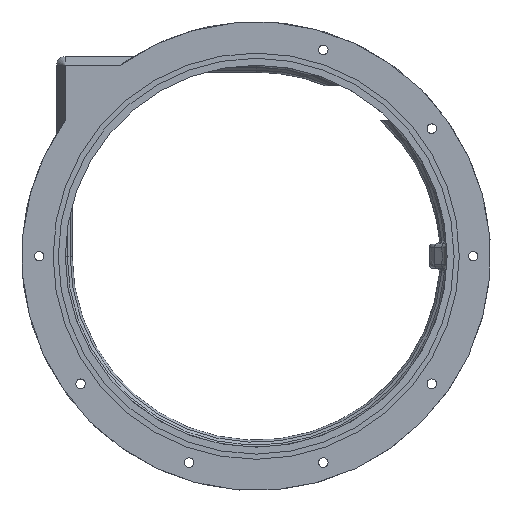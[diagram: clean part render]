
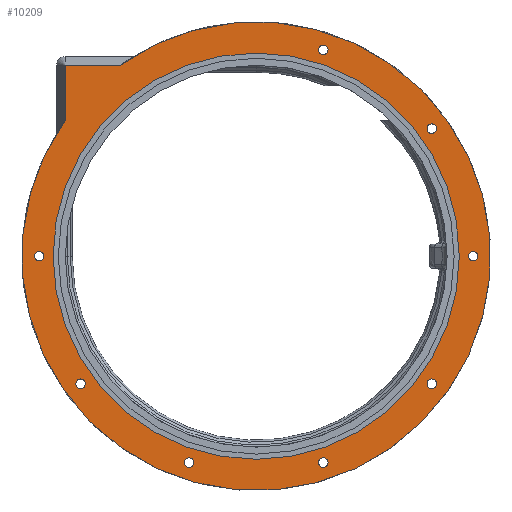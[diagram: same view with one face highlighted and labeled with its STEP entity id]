
A CAD part, front view. The second image highlights one B-rep face of the part: STEP entity #10209.
In plain terms, the highlighted planar face has unit normal (0, -1, 0).
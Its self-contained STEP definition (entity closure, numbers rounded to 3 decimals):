
#145=CIRCLE('',#10704,117.);
#146=CIRCLE('',#10706,135.);
#147=CIRCLE('',#10707,2.75);
#148=CIRCLE('',#10708,2.75);
#149=CIRCLE('',#10709,2.75);
#150=CIRCLE('',#10710,2.75);
#151=CIRCLE('',#10711,2.75);
#152=CIRCLE('',#10712,2.75);
#153=CIRCLE('',#10713,2.75);
#154=CIRCLE('',#10714,2.75);
#248=FACE_BOUND('',#1585,.T.);
#249=FACE_BOUND('',#1586,.T.);
#250=FACE_BOUND('',#1587,.T.);
#251=FACE_BOUND('',#1588,.T.);
#252=FACE_BOUND('',#1589,.T.);
#253=FACE_BOUND('',#1590,.T.);
#254=FACE_BOUND('',#1591,.T.);
#255=FACE_BOUND('',#1592,.T.);
#256=FACE_BOUND('',#1593,.T.);
#990=FACE_OUTER_BOUND('',#1584,.T.);
#1584=EDGE_LOOP('',(#9298,#9299,#9300));
#1585=EDGE_LOOP('',(#9301));
#1586=EDGE_LOOP('',(#9302));
#1587=EDGE_LOOP('',(#9303));
#1588=EDGE_LOOP('',(#9304));
#1589=EDGE_LOOP('',(#9305));
#1590=EDGE_LOOP('',(#9306));
#1591=EDGE_LOOP('',(#9307));
#1592=EDGE_LOOP('',(#9308));
#1593=EDGE_LOOP('',(#9309));
#2447=LINE('',#17665,#3420);
#2451=LINE('',#17673,#3424);
#3420=VECTOR('',#12096,10.);
#3424=VECTOR('',#12104,10.);
#4722=VERTEX_POINT('',#17662);
#4723=VERTEX_POINT('',#17664);
#4725=VERTEX_POINT('',#17670);
#4898=VERTEX_POINT('',#19326);
#4899=VERTEX_POINT('',#19331);
#4900=VERTEX_POINT('',#19333);
#4901=VERTEX_POINT('',#19335);
#4902=VERTEX_POINT('',#19337);
#4903=VERTEX_POINT('',#19339);
#4904=VERTEX_POINT('',#19341);
#4905=VERTEX_POINT('',#19343);
#4906=VERTEX_POINT('',#19345);
#6076=EDGE_CURVE('',#4722,#4723,#2447,.T.);
#6081=EDGE_CURVE('',#4723,#4725,#2451,.T.);
#6371=EDGE_CURVE('',#4898,#4898,#145,.T.);
#6372=EDGE_CURVE('',#4725,#4722,#146,.T.);
#6373=EDGE_CURVE('',#4899,#4899,#147,.T.);
#6374=EDGE_CURVE('',#4900,#4900,#148,.T.);
#6375=EDGE_CURVE('',#4901,#4901,#149,.T.);
#6376=EDGE_CURVE('',#4902,#4902,#150,.T.);
#6377=EDGE_CURVE('',#4903,#4903,#151,.T.);
#6378=EDGE_CURVE('',#4904,#4904,#152,.T.);
#6379=EDGE_CURVE('',#4905,#4905,#153,.T.);
#6380=EDGE_CURVE('',#4906,#4906,#154,.T.);
#9298=ORIENTED_EDGE('',*,*,#6372,.F.);
#9299=ORIENTED_EDGE('',*,*,#6081,.F.);
#9300=ORIENTED_EDGE('',*,*,#6076,.F.);
#9301=ORIENTED_EDGE('',*,*,#6373,.T.);
#9302=ORIENTED_EDGE('',*,*,#6374,.T.);
#9303=ORIENTED_EDGE('',*,*,#6375,.T.);
#9304=ORIENTED_EDGE('',*,*,#6376,.T.);
#9305=ORIENTED_EDGE('',*,*,#6377,.T.);
#9306=ORIENTED_EDGE('',*,*,#6378,.T.);
#9307=ORIENTED_EDGE('',*,*,#6379,.T.);
#9308=ORIENTED_EDGE('',*,*,#6380,.T.);
#9309=ORIENTED_EDGE('',*,*,#6371,.T.);
#9666=PLANE('',#10705);
#10209=ADVANCED_FACE('',(#990,#248,#249,#250,#251,#252,#253,#254,#255,#256),
#9666,.F.);
#10704=AXIS2_PLACEMENT_3D('',#19328,#12621,#12622);
#10705=AXIS2_PLACEMENT_3D('',#19329,#12623,#12624);
#10706=AXIS2_PLACEMENT_3D('',#19330,#12625,#12626);
#10707=AXIS2_PLACEMENT_3D('',#19332,#12627,#12628);
#10708=AXIS2_PLACEMENT_3D('',#19334,#12629,#12630);
#10709=AXIS2_PLACEMENT_3D('',#19336,#12631,#12632);
#10710=AXIS2_PLACEMENT_3D('',#19338,#12633,#12634);
#10711=AXIS2_PLACEMENT_3D('',#19340,#12635,#12636);
#10712=AXIS2_PLACEMENT_3D('',#19342,#12637,#12638);
#10713=AXIS2_PLACEMENT_3D('',#19344,#12639,#12640);
#10714=AXIS2_PLACEMENT_3D('',#19346,#12641,#12642);
#12096=DIRECTION('',(0.,0.,1.));
#12104=DIRECTION('',(1.,0.,0.));
#12621=DIRECTION('center_axis',(0.,1.,0.));
#12622=DIRECTION('ref_axis',(0.,0.,1.));
#12623=DIRECTION('center_axis',(0.,1.,0.));
#12624=DIRECTION('ref_axis',(0.,0.,1.));
#12625=DIRECTION('center_axis',(0.,1.,0.));
#12626=DIRECTION('ref_axis',(-1.,0.,0.));
#12627=DIRECTION('center_axis',(0.,1.,0.));
#12628=DIRECTION('ref_axis',(0.809,0.,0.588));
#12629=DIRECTION('center_axis',(0.,1.,0.));
#12630=DIRECTION('ref_axis',(0.309,0.,0.951));
#12631=DIRECTION('center_axis',(0.,1.,0.));
#12632=DIRECTION('ref_axis',(-0.309,0.,0.951));
#12633=DIRECTION('center_axis',(0.,1.,0.));
#12634=DIRECTION('ref_axis',(-0.809,0.,0.588));
#12635=DIRECTION('center_axis',(0.,1.,0.));
#12636=DIRECTION('ref_axis',(-1.,0.,0.));
#12637=DIRECTION('center_axis',(0.,1.,0.));
#12638=DIRECTION('ref_axis',(-0.809,0.,-0.588));
#12639=DIRECTION('center_axis',(0.,1.,0.));
#12640=DIRECTION('ref_axis',(-0.309,0.,-0.951));
#12641=DIRECTION('center_axis',(0.,1.,0.));
#12642=DIRECTION('ref_axis',(1.,0.,0.));
#17662=CARTESIAN_POINT('',(-110.,0.,78.262));
#17664=CARTESIAN_POINT('',(-110.,0.,110.));
#17665=CARTESIAN_POINT('',(-110.,0.,0.));
#17670=CARTESIAN_POINT('',(-78.262,0.,110.));
#17673=CARTESIAN_POINT('',(-57.5,0.,110.));
#19326=CARTESIAN_POINT('',(0.,0.,-117.));
#19328=CARTESIAN_POINT('Origin',(0.,0.,0.));
#19329=CARTESIAN_POINT('Origin',(0.,0.,0.));
#19330=CARTESIAN_POINT('Origin',(0.,0.,0.));
#19331=CARTESIAN_POINT('',(-103.352,0.,-75.09));
#19332=CARTESIAN_POINT('Origin',(-101.127,0.,-73.473));
#19333=CARTESIAN_POINT('',(-39.477,0.,-121.497));
#19334=CARTESIAN_POINT('Origin',(-38.627,0.,-118.882));
#19335=CARTESIAN_POINT('',(39.477,0.,-121.497));
#19336=CARTESIAN_POINT('Origin',(38.627,0.,-118.882));
#19337=CARTESIAN_POINT('',(103.352,0.,-75.09));
#19338=CARTESIAN_POINT('Origin',(101.127,0.,-73.473));
#19339=CARTESIAN_POINT('',(127.75,0.,0.));
#19340=CARTESIAN_POINT('Origin',(125.,0.,0.));
#19341=CARTESIAN_POINT('',(103.352,0.,75.09));
#19342=CARTESIAN_POINT('Origin',(101.127,0.,73.473));
#19343=CARTESIAN_POINT('',(39.477,0.,121.497));
#19344=CARTESIAN_POINT('Origin',(38.627,0.,118.882));
#19345=CARTESIAN_POINT('',(-127.75,0.,0.));
#19346=CARTESIAN_POINT('Origin',(-125.,0.,0.));
